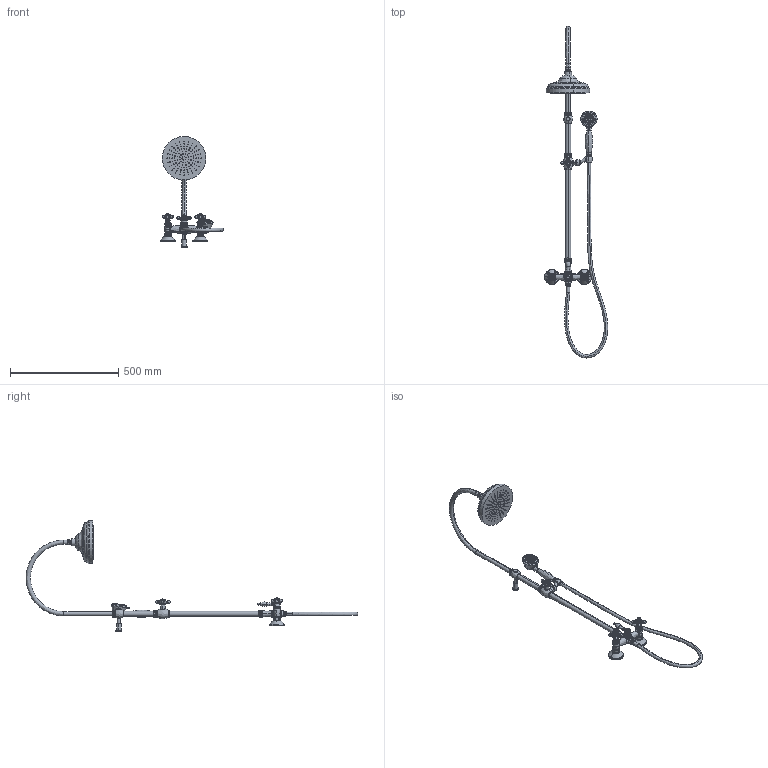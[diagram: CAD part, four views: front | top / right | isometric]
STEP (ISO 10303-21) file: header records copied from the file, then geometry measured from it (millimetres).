
FILE_DESCRIPTION (( 'STEP AP214' ), '1' );
FILE_NAME ('229190.STEP', '2020-08-21T09:34:49', ( '' ), ( '' ), 'SwSTEP 2.0', 'SolidWorks 2016', '' );
FILE_SCHEMA (( 'AUTOMOTIVE_DESIGN' ));
Length unit declared in the file: millimetre
Products named in the file (35): INDICE 1866 CROMO_1; EMBOLO CONJUNTO DESVIADOR 015420.15_EMBOLO CON JUNTAS_1; FLEXO COLUMNA CLASICA; 0654 ALARGADOR DESVIADOR 1866_1; SOPORTE DESLIZANTE 1866; VOLANTE BIMANDO 1866; 1082 INDICE 1866 GRISANEX; 0001 PESTAÐA 3-8 IZQD._03; JUNTA 17.5x2_1; pan head cross recess screw_din_ISO 7045 - M4 x 10 - Z --- 10C; INDICE; OR 6.07X1.78_1; ROCIADOR 1866; LETRA F; 0207 BATERIA BA羍-DUCHA 1866 206187.30; 0321 RACOR MACHO 22 3-4 COLUMNA_1; lock washer for shafts_din_Lock washer DIN 6799 - 8_1; 0651 RACOR  M22x1 G｢''''''''_PL-651-02; MONTURA F118 G｢''''''''; tuerca columna 1866; 1073 CUBREMONTURAS LAVABO MONOBLOC GRB; LETRA C; 0650 MECANIZADO ALARGADERA 1866 TERMOSTATICA_1; TORNILLO 3-16''''''''; MANILLA DISTRIBUIDOR BAÐO DUCHA 1866 + TORNILLO CROMO; socket set screw cone point_din_DIN 914 - M5 x 6-N; TUERCA ･''''''''; MANGO 1866; PLAFËN GRB6001; OR 17.5x2; 0062 NOHETA DESVIADOR 1866_03-CON JUNTA; 0390 BOBINA 1866_PL-390-01 CON JUNTAS_1; COLUMNA 1866 SOLA; TERMINAL1 FLEXO SILVER_1; 229190
Assembly tree (46 placements, depth 2):
  229190
    0207 BATERIA BA羍-DUCHA 1866 206187.30
    MONTURA F118 G｢''''''''  x2
    1073 CUBREMONTURAS LAVABO MONOBLOC GRB  x2
    0390 BOBINA 1866_PL-390-01 CON JUNTAS_1
    VOLANTE BIMANDO 1866  x3
    INDICE 1866 CROMO_1  x2
    LETRA F
    LETRA C
    0062 NOHETA DESVIADOR 1866_03-CON JUNTA
    lock washer for shafts_din_Lock washer DIN 6799 - 8_1
    0654 ALARGADOR DESVIADOR 1866_1
    JUNTA 17.5x2_1
    OR 6.07X1.78_1  x2
    EMBOLO CONJUNTO DESVIADOR 015420.15_EMBOLO CON JUNTAS_1
    0001 PESTAÐA 3-8 IZQD._03  x2
    TUERCA ･''''''''  x2
    MANILLA DISTRIBUIDOR BAÐO DUCHA 1866 + TORNILLO CROMO
    PLAFËN GRB6001  x2
    socket set screw cone point_din_DIN 914 - M5 x 6-N
    pan head cross recess screw_din_ISO 7045 - M4 x 10 - Z --- 10C  x2
    TORNILLO 3-16''''''''
    0650 MECANIZADO ALARGADERA 1866 TERMOSTATICA_1
    0651 RACOR  M22x1 G｢''''''''_PL-651-02
    0321 RACOR MACHO 22 3-4 COLUMNA_1
    OR 17.5x2  x2
    ROCIADOR 1866
    COLUMNA 1866 SOLA
    SOPORTE DESLIZANTE 1866
    1082 INDICE 1866 GRISANEX
    INDICE
    MANGO 1866
    TERMINAL1 FLEXO SILVER_1
    tuerca columna 1866  x2
    FLEXO COLUMNA CLASICA
Bounding box: 292.68 x 1531.99 x 511.97 mm (x, y, z)
Volume: 2933996.3 mm3; surface area: 481887.7 mm2
Topology: 58 solids, 59 shells, 4828 faces, 12102 edges, 7486 vertices
Faces by surface type: plane 1484, cylinder 1396, bspline 1336, cone 467, sphere 145
Entity records: 216874 total; most frequent: CARTESIAN_POINT 97307, ORIENTED_EDGE 17952, DIRECTION 15070, EDGE_CURVE 8977, AXIS2_PLACEMENT_3D 6143, VERTEX_POINT 5621, EDGE_LOOP 4095, ADVANCED_FACE 3734
